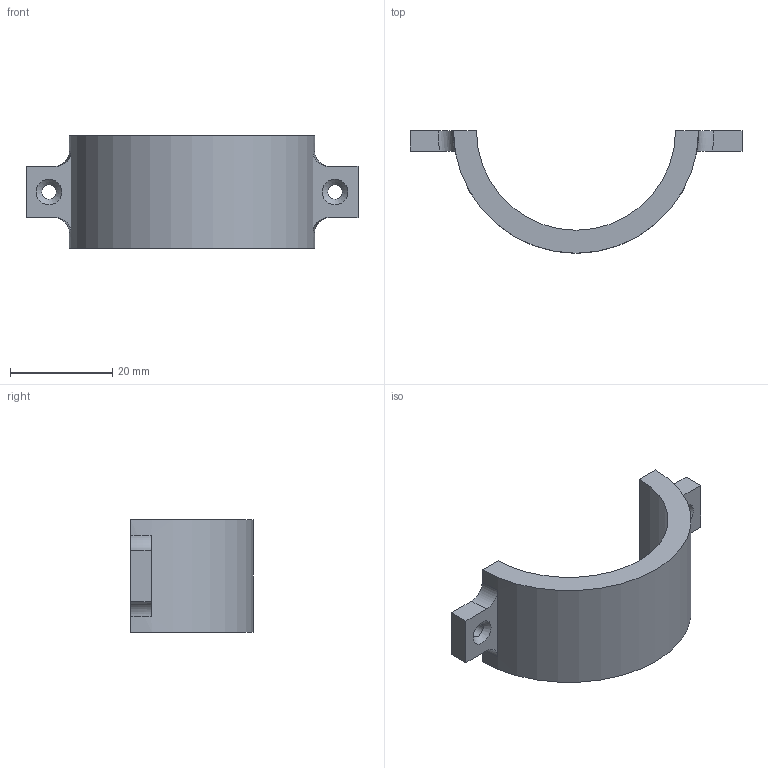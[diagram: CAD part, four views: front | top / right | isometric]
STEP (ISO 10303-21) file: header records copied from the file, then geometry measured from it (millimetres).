
FILE_DESCRIPTION(/* description */ (''),/* implementation_level */ '2;1');
FILE_NAME(/* name */ '',/* time_stamp */ '2023-11-28T16:08:26+08:00',/* author */ (''),/* organization */ (''),/* preprocessor_version */ 'ST-DEVELOPER v20',/* originating_system */ 'Autodesk Translation Framework v12.14.0.127',/* authorisation */ '');
FILE_SCHEMA (('AUTOMOTIVE_DESIGN { 1 0 10303 214 3 1 1 }'));
Length unit declared in the file: millimetre
Products named in the file (2): 无标题; 卡扣2
Assembly tree (1 placements, depth 2):
  无标题
    卡扣2
Bounding box: 65 x 24 x 22 mm (x, y, z)
Volume: 7421.9 mm3; surface area: 4336 mm2
Topology: 1 solids, 1 shells, 22 faces, 58 edges, 38 vertices
Faces by surface type: plane 12, cylinder 4, torus 4, cone 2
Full cylindrical faces by diameter (mm): 2.8 x2
Entity records: 777 total; most frequent: CARTESIAN_POINT 157, DIRECTION 126, ORIENTED_EDGE 116, EDGE_CURVE 58, AXIS2_PLACEMENT_3D 47, VERTEX_POINT 38, LINE 32, VECTOR 32
